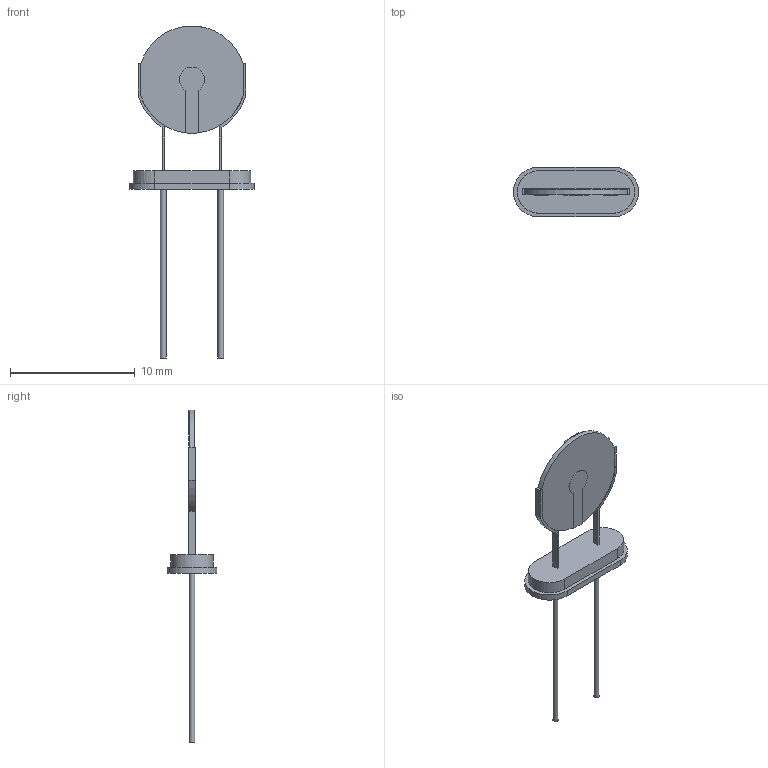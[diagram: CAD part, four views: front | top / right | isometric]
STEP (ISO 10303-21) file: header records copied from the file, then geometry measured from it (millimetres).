
FILE_DESCRIPTION( ( '' ), ' ' );
FILE_NAME( '5ba53a7a695f35104ded89fa.step', '2018-09-21T18:37:47', ( '' ), ( '' ), ' ', ' ', ' ' );
FILE_SCHEMA( ( 'AUTOMOTIVE_DESIGN { 1 0 10303 214 1 1 1 1 }' ) );
Length unit declared in the file: metre
Products named in the file (4): Pins; Electrode 2; Electrode 1; Crystal
Bounding box: 10 x 4 x 26.59 mm (x, y, z)
Volume: 79.1 mm3; surface area: 360.4 mm2
Topology: 4 solids, 4 shells, 51 faces, 118 edges, 80 vertices
Faces by surface type: plane 36, cylinder 13, bspline 2
Full cylindrical faces by diameter (mm): 0.45 x2
Entity records: 1916 total; most frequent: CARTESIAN_POINT 287, DIRECTION 244, ORIENTED_EDGE 232, EDGE_CURVE 116, LINE 86, VECTOR 86, VERTEX_POINT 80, AXIS2_PLACEMENT_3D 79
